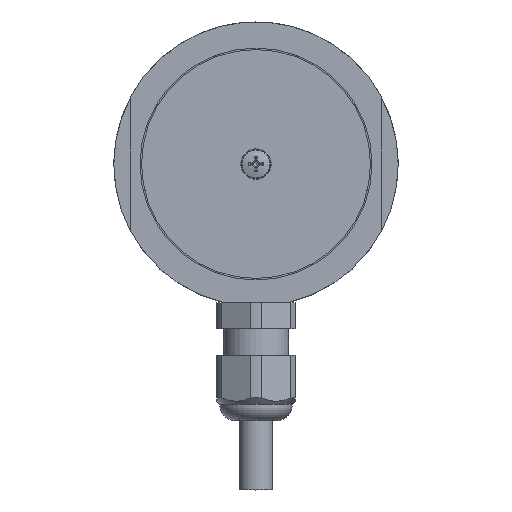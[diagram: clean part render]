
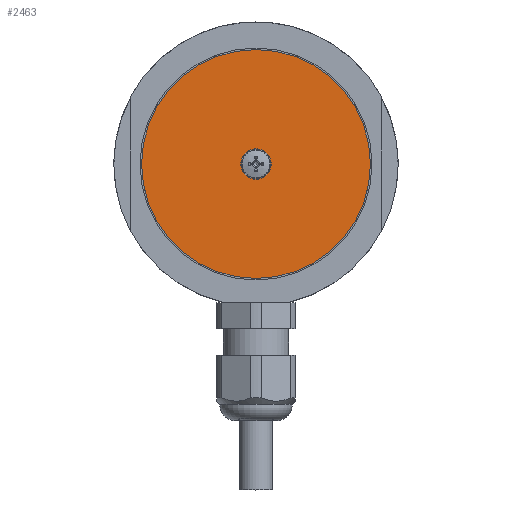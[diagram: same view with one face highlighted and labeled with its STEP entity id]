
A CAD part, top view. The second image highlights one B-rep face of the part: STEP entity #2463.
In plain terms, the highlighted planar face has unit normal (0, 0, 1).
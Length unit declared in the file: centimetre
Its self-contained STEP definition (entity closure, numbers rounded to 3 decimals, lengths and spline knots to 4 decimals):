
#442=FACE_BOUND('',#725,.T.);
#569=FACE_OUTER_BOUND('',#724,.T.);
#724=EDGE_LOOP('',(#2098));
#725=EDGE_LOOP('',(#2099));
#865=CIRCLE('',#2732,0.29);
#867=CIRCLE('',#2736,2.18);
#1104=VERTEX_POINT('',#4437);
#1106=VERTEX_POINT('',#4444);
#1443=EDGE_CURVE('',#1104,#1104,#865,.T.);
#1446=EDGE_CURVE('',#1106,#1106,#867,.T.);
#2098=ORIENTED_EDGE('',*,*,#1446,.T.);
#2099=ORIENTED_EDGE('',*,*,#1443,.T.);
#2271=PLANE('',#2738);
#2463=ADVANCED_FACE('',(#569,#442),#2271,.T.);
#2732=AXIS2_PLACEMENT_3D('',#4438,#3348,#3349);
#2736=AXIS2_PLACEMENT_3D('',#4445,#3357,#3358);
#2738=AXIS2_PLACEMENT_3D('',#4449,#3362,#3363);
#3348=DIRECTION('center_axis',(0.,0.,-1.));
#3349=DIRECTION('ref_axis',(-1.,0.,0.));
#3357=DIRECTION('center_axis',(0.,0.,1.));
#3358=DIRECTION('ref_axis',(-1.,0.,0.));
#3362=DIRECTION('center_axis',(0.,0.,1.));
#3363=DIRECTION('ref_axis',(1.,0.,0.));
#4437=CARTESIAN_POINT('',(0.131,-0.4986,2.125));
#4438=CARTESIAN_POINT('Origin',(-0.159,-0.4986,2.125));
#4444=CARTESIAN_POINT('',(2.021,-0.4986,2.125));
#4445=CARTESIAN_POINT('Origin',(-0.159,-0.4986,2.125));
#4449=CARTESIAN_POINT('Origin',(-0.159,-0.4986,2.125));
